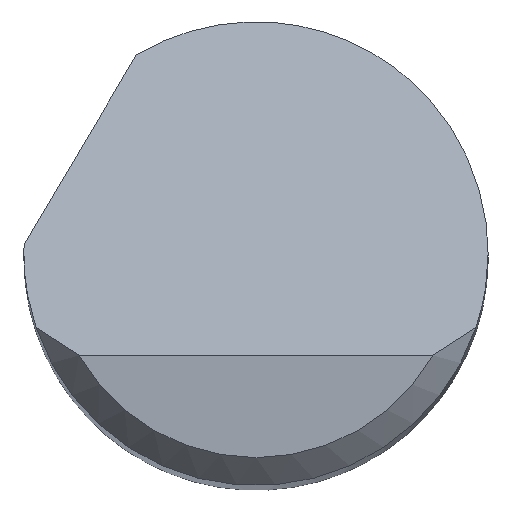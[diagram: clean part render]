
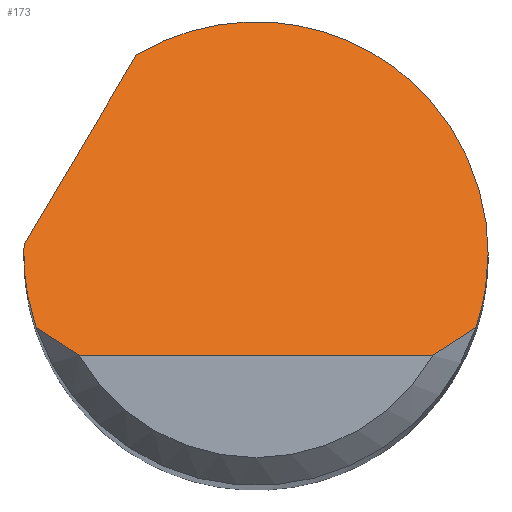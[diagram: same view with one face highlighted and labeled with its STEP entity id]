
A CAD part, top view. The second image highlights one B-rep face of the part: STEP entity #173.
In plain terms, the highlighted planar face has unit normal (0, 0.707, 0.707).
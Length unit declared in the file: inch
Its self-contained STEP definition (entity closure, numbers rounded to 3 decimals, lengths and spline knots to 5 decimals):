
#7 = CARTESIAN_POINT ( 'NONE',  ( -0.11843, -0.04, 2.485 ) ) ;
#10 = VERTEX_POINT ( 'NONE', #566 ) ;
#13 = ORIENTED_EDGE ( 'NONE', *, *, #403, .T. ) ;
#17 = LINE ( 'NONE', #477, #73 ) ;
#20 = EDGE_CURVE ( 'NONE', #348, #249, #222, .T. ) ;
#36 = ORIENTED_EDGE ( 'NONE', *, *, #439, .F. ) ;
#43 = EDGE_CURVE ( 'NONE', #572, #482, #300, .T. ) ;
#51 = EDGE_CURVE ( 'NONE', #10, #572, #483, .T. ) ;
#69 = CARTESIAN_POINT ( 'NONE',  ( -0.1249, 0.005, 2.44 ) ) ;
#73 = VECTOR ( 'NONE', #148, 39.37008 ) ;
#75 = DIRECTION ( 'NONE',  ( 0., -0.707, -0.707 ) ) ;
#79 = ORIENTED_EDGE ( 'NONE', *, *, #43, .F. ) ;
#83 = ORIENTED_EDGE ( 'NONE', *, *, #172, .T. ) ;
#146 = EDGE_CURVE ( 'NONE', #482, #348, #409, .T. ) ;
#148 = DIRECTION ( 'NONE',  ( 1., 0., 0. ) ) ;
#164 = CARTESIAN_POINT ( 'NONE',  ( 0.09526, -0.055, 2.5 ) ) ;
#170 = CARTESIAN_POINT ( 'NONE',  ( 0.11107, -0.04528, 2.49028 ) ) ;
#171 = CARTESIAN_POINT ( 'NONE',  ( 0.125, 0., 2.445 ) ) ;
#172 = EDGE_CURVE ( 'NONE', #615, #532, #17, .T. ) ;
#173 = ADVANCED_FACE ( 'NONE', ( #256 ), #636, .F. ) ;
#180 = CARTESIAN_POINT ( 'NONE',  ( -0.09526, -0.055, 2.5 ) ) ;
#188 = CARTESIAN_POINT ( 'NONE',  ( -0.125, 0.00167, 2.44333 ) ) ;
#190 = AXIS2_PLACEMENT_3D ( 'NONE', #581, #75, #243 ) ;
#195 = CARTESIAN_POINT ( 'NONE',  ( 0.11843, -0.04, 2.485 ) ) ;
#196 = CARTESIAN_POINT ( 'NONE',  ( -0.125, 0., 2.445 ) ) ;
#222 =( BOUNDED_CURVE ( )  B_SPLINE_CURVE ( 3, ( #511, #230, #571, #171 ),
 .UNSPECIFIED., .F., .T. ) 
 B_SPLINE_CURVE_WITH_KNOTS ( ( 4, 4 ),
 ( 5.74227, 7.85398 ),
 .UNSPECIFIED. ) 
 CURVE ( )  GEOMETRIC_REPRESENTATION_ITEM ( )  RATIONAL_B_SPLINE_CURVE ( ( 1., 0.662, 0.662, 1. ) ) 
 REPRESENTATION_ITEM ( '' )  );
#224 = CARTESIAN_POINT ( 'NONE',  ( 0.11843, -0.04, 2.485 ) ) ;
#229 = CARTESIAN_POINT ( 'NONE',  ( -0.10339, -0.05031, 2.49531 ) ) ;
#230 = CARTESIAN_POINT ( 'NONE',  ( 0.0296, 0.1636, 2.2814 ) ) ;
#235 = CARTESIAN_POINT ( 'NONE',  ( -0.11107, -0.04528, 2.49028 ) ) ;
#239 = DIRECTION ( 'NONE',  ( 0.386, 0.652, -0.652 ) ) ;
#243 = DIRECTION ( 'NONE',  ( 0., 0.707, -0.707 ) ) ;
#249 = VERTEX_POINT ( 'NONE', #328 ) ;
#256 = FACE_OUTER_BOUND ( 'NONE', #649, .T. ) ;
#260 = VERTEX_POINT ( 'NONE', #224 ) ;
#295 = ORIENTED_EDGE ( 'NONE', *, *, #388, .T. ) ;
#300 =( BOUNDED_CURVE ( )  B_SPLINE_CURVE ( 3, ( #308, #188, #589, #412 ),
 .UNSPECIFIED., .F., .T. ) 
 B_SPLINE_CURVE_WITH_KNOTS ( ( 4, 4 ),
 ( 4.71239, 4.7524 ),
 .UNSPECIFIED. ) 
 CURVE ( )  GEOMETRIC_REPRESENTATION_ITEM ( )  RATIONAL_B_SPLINE_CURVE ( ( 1., 1., 1., 1. ) ) 
 REPRESENTATION_ITEM ( '' )  );
#307 = CARTESIAN_POINT ( 'NONE',  ( 0.12279, -0.02708, 2.47208 ) ) ;
#308 = CARTESIAN_POINT ( 'NONE',  ( -0.125, 0., 2.445 ) ) ;
#327 = B_SPLINE_CURVE_WITH_KNOTS ( 'NONE', 3,
 ( #7, #235, #229, #180 ),
 .UNSPECIFIED., .F., .F.,
 ( 4, 4 ),
 ( 0., 0.0008 ),
 .UNSPECIFIED. ) ;
#328 = CARTESIAN_POINT ( 'NONE',  ( 0.125, 0., 2.445 ) ) ;
#335 = CARTESIAN_POINT ( 'NONE',  ( 0.11843, -0.04, 2.485 ) ) ;
#348 = VERTEX_POINT ( 'NONE', #621 ) ;
#367 = CARTESIAN_POINT ( 'NONE',  ( -0.125, -0.01363, 2.45863 ) ) ;
#388 = EDGE_CURVE ( 'NONE', #10, #615, #327, .T. ) ;
#403 = EDGE_CURVE ( 'NONE', #532, #260, #614, .T. ) ;
#409 = LINE ( 'NONE', #481, #616 ) ;
#412 = CARTESIAN_POINT ( 'NONE',  ( -0.1249, 0.005, 2.44 ) ) ;
#433 = CARTESIAN_POINT ( 'NONE',  ( -0.125, 0., 2.445 ) ) ;
#439 = EDGE_CURVE ( 'NONE', #249, #260, #601, .T. ) ;
#461 = ORIENTED_EDGE ( 'NONE', *, *, #20, .F. ) ;
#477 = CARTESIAN_POINT ( 'NONE',  ( 0., -0.055, 2.5 ) ) ;
#481 = CARTESIAN_POINT ( 'NONE',  ( -0.15516, -0.04606, 2.49106 ) ) ;
#482 = VERTEX_POINT ( 'NONE', #69 ) ;
#483 =( BOUNDED_CURVE ( )  B_SPLINE_CURVE ( 3, ( #702, #640, #367, #196 ),
 .UNSPECIFIED., .F., .T. ) 
 B_SPLINE_CURVE_WITH_KNOTS ( ( 4, 4 ),
 ( 4.38666, 4.71239 ),
 .UNSPECIFIED. ) 
 CURVE ( )  GEOMETRIC_REPRESENTATION_ITEM ( )  RATIONAL_B_SPLINE_CURVE ( ( 1., 0.991, 0.991, 1. ) ) 
 REPRESENTATION_ITEM ( '' )  );
#495 = CARTESIAN_POINT ( 'NONE',  ( 0.09526, -0.055, 2.5 ) ) ;
#511 = CARTESIAN_POINT ( 'NONE',  ( -0.06437, 0.10715, 2.33785 ) ) ;
#532 = VERTEX_POINT ( 'NONE', #495 ) ;
#566 = CARTESIAN_POINT ( 'NONE',  ( -0.11843, -0.04, 2.485 ) ) ;
#571 = CARTESIAN_POINT ( 'NONE',  ( 0.125, 0.10961, 2.33539 ) ) ;
#572 = VERTEX_POINT ( 'NONE', #433 ) ;
#581 = CARTESIAN_POINT ( 'NONE',  ( -0.125, -0.055, 2.5 ) ) ;
#589 = CARTESIAN_POINT ( 'NONE',  ( -0.12497, 0.00333, 2.44167 ) ) ;
#601 =( BOUNDED_CURVE ( )  B_SPLINE_CURVE ( 3, ( #689, #639, #307, #195 ),
 .UNSPECIFIED., .F., .T. ) 
 B_SPLINE_CURVE_WITH_KNOTS ( ( 4, 4 ),
 ( 1.5708, 1.89653 ),
 .UNSPECIFIED. ) 
 CURVE ( )  GEOMETRIC_REPRESENTATION_ITEM ( )  RATIONAL_B_SPLINE_CURVE ( ( 1., 0.991, 0.991, 1. ) ) 
 REPRESENTATION_ITEM ( '' )  );
#602 = CARTESIAN_POINT ( 'NONE',  ( -0.09526, -0.055, 2.5 ) ) ;
#614 = B_SPLINE_CURVE_WITH_KNOTS ( 'NONE', 3,
 ( #164, #674, #170, #335 ),
 .UNSPECIFIED., .F., .F.,
 ( 4, 4 ),
 ( 0., 0.0008 ),
 .UNSPECIFIED. ) ;
#615 = VERTEX_POINT ( 'NONE', #602 ) ;
#616 = VECTOR ( 'NONE', #239, 39.37008 ) ;
#621 = CARTESIAN_POINT ( 'NONE',  ( -0.06437, 0.10715, 2.33785 ) ) ;
#636 = PLANE ( 'NONE',  #190 ) ;
#639 = CARTESIAN_POINT ( 'NONE',  ( 0.125, -0.01363, 2.45863 ) ) ;
#640 = CARTESIAN_POINT ( 'NONE',  ( -0.12279, -0.02708, 2.47208 ) ) ;
#649 = EDGE_LOOP ( 'NONE', ( #83, #13, #36, #461, #677, #79, #654, #295 ) ) ;
#654 = ORIENTED_EDGE ( 'NONE', *, *, #51, .F. ) ;
#674 = CARTESIAN_POINT ( 'NONE',  ( 0.10339, -0.05031, 2.49531 ) ) ;
#677 = ORIENTED_EDGE ( 'NONE', *, *, #146, .F. ) ;
#689 = CARTESIAN_POINT ( 'NONE',  ( 0.125, 0., 2.445 ) ) ;
#702 = CARTESIAN_POINT ( 'NONE',  ( -0.11843, -0.04, 2.485 ) ) ;
